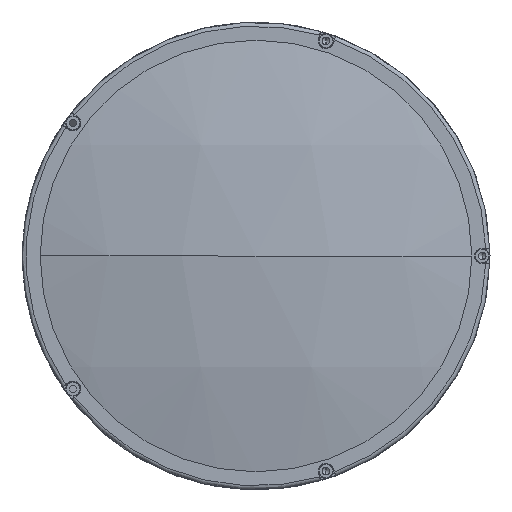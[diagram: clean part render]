
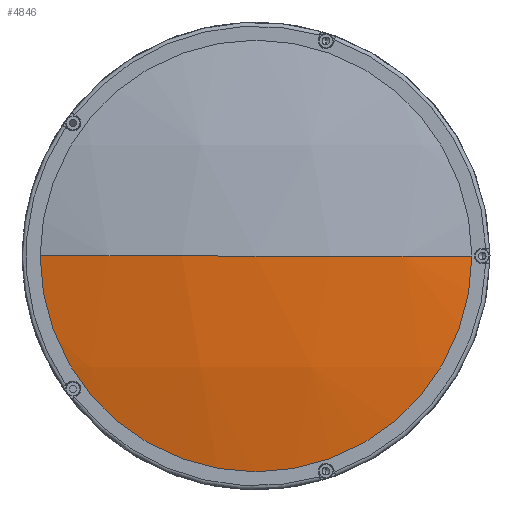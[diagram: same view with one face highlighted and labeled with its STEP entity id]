
A CAD part, left-side view. The second image highlights one B-rep face of the part: STEP entity #4846.
In plain terms, the highlighted spherical face has radius 384 mm.
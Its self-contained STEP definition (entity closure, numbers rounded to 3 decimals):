
#78 = CARTESIAN_POINT ( 'NONE',  ( 21.37, 0., 0. ) ) ;
#158 = ORIENTED_EDGE ( 'NONE', *, *, #320, .T. ) ;
#320 = EDGE_CURVE ( 'NONE', #6288, #4425, #4142, .T. ) ;
#384 = CIRCLE ( 'NONE', #7065, 384. ) ;
#526 = CARTESIAN_POINT ( 'NONE',  ( -362.63, 0., 0. ) ) ;
#649 = DIRECTION ( 'NONE',  ( 0., -1., 0. ) ) ;
#922 = EDGE_LOOP ( 'NONE', ( #158, #4083, #2101 ) ) ;
#1182 = CARTESIAN_POINT ( 'NONE',  ( -353.104, 85., 0. ) ) ;
#1385 = VERTEX_POINT ( 'NONE', #526 ) ;
#1769 = DIRECTION ( 'NONE',  ( 0., 0., -1. ) ) ;
#2101 = ORIENTED_EDGE ( 'NONE', *, *, #3318, .F. ) ;
#2279 = DIRECTION ( 'NONE',  ( 0., 1., 0. ) ) ;
#2332 = DIRECTION ( 'NONE',  ( -1., 0., 0. ) ) ;
#2900 = DIRECTION ( 'NONE',  ( 0., 0., 1. ) ) ;
#3318 = EDGE_CURVE ( 'NONE', #6288, #1385, #384, .T. ) ;
#3326 = CARTESIAN_POINT ( 'NONE',  ( -353.104, 0., 0. ) ) ;
#3415 = CARTESIAN_POINT ( 'NONE',  ( 21.37, 0., 0. ) ) ;
#3757 = CIRCLE ( 'NONE', #5283, 384. ) ;
#4083 = ORIENTED_EDGE ( 'NONE', *, *, #5511, .T. ) ;
#4142 = CIRCLE ( 'NONE', #6983, 85. ) ;
#4425 = VERTEX_POINT ( 'NONE', #6260 ) ;
#4846 = ADVANCED_FACE ( 'NONE', ( #6752 ), #6823, .T. ) ;
#5283 = AXIS2_PLACEMENT_3D ( 'NONE', #78, #6213, #6802 ) ;
#5495 = AXIS2_PLACEMENT_3D ( 'NONE', #3415, #1769, #2279 ) ;
#5511 = EDGE_CURVE ( 'NONE', #4425, #1385, #3757, .T. ) ;
#6213 = DIRECTION ( 'NONE',  ( 0., 0., -1. ) ) ;
#6246 = DIRECTION ( 'NONE',  ( 0., 0., 1. ) ) ;
#6260 = CARTESIAN_POINT ( 'NONE',  ( -353.104, -85., 0. ) ) ;
#6288 = VERTEX_POINT ( 'NONE', #1182 ) ;
#6752 = FACE_OUTER_BOUND ( 'NONE', #922, .T. ) ;
#6802 = DIRECTION ( 'NONE',  ( 0., 1., 0. ) ) ;
#6823 = SPHERICAL_SURFACE ( 'NONE', #5495, 384. ) ;
#6861 = CARTESIAN_POINT ( 'NONE',  ( 21.37, 0., 0. ) ) ;
#6983 = AXIS2_PLACEMENT_3D ( 'NONE', #3326, #2332, #6246 ) ;
#7065 = AXIS2_PLACEMENT_3D ( 'NONE', #6861, #2900, #649 ) ;
